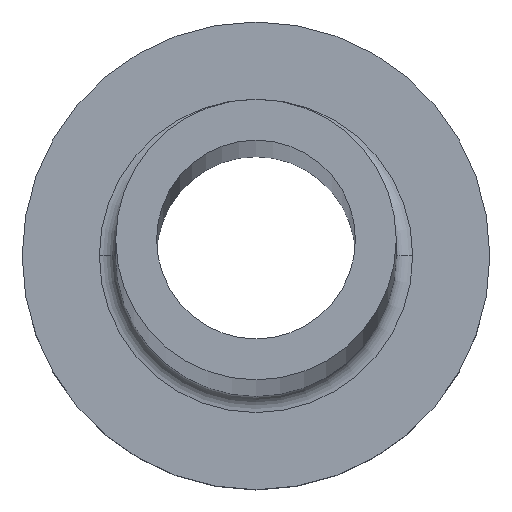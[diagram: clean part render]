
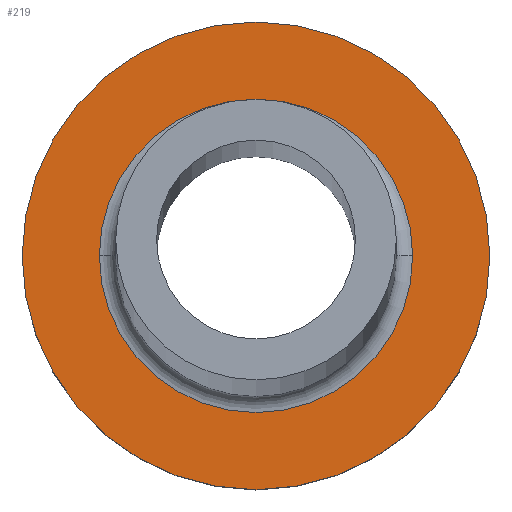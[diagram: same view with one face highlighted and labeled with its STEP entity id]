
A CAD part, top view. The second image highlights one B-rep face of the part: STEP entity #219.
In plain terms, the highlighted planar face has unit normal (0, 0, 1).
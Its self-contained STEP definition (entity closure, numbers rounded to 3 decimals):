
#9 = FACE_OUTER_BOUND ( 'NONE', #40, .T. ) ;
#12 = VERTEX_POINT ( 'NONE', #183 ) ;
#34 = CIRCLE ( 'NONE', #163, 10. ) ;
#38 = PLANE ( 'NONE',  #66 ) ;
#40 = EDGE_LOOP ( 'NONE', ( #109, #344 ) ) ;
#66 = AXIS2_PLACEMENT_3D ( 'NONE', #161, #256, #343 ) ;
#75 = CARTESIAN_POINT ( 'NONE',  ( 0., 0., 7. ) ) ;
#82 = CARTESIAN_POINT ( 'NONE',  ( 6.7, 0., 7. ) ) ;
#93 = CARTESIAN_POINT ( 'NONE',  ( 0., 0., 7. ) ) ;
#94 = EDGE_CURVE ( 'NONE', #341, #379, #34, .T. ) ;
#109 = ORIENTED_EDGE ( 'NONE', *, *, #151, .T. ) ;
#113 = ORIENTED_EDGE ( 'NONE', *, *, #336, .T. ) ;
#146 = CIRCLE ( 'NONE', #198, 10. ) ;
#151 = EDGE_CURVE ( 'NONE', #379, #341, #146, .T. ) ;
#161 = CARTESIAN_POINT ( 'NONE',  ( 0., 0., 7. ) ) ;
#163 = AXIS2_PLACEMENT_3D ( 'NONE', #93, #188, #270 ) ;
#172 = DIRECTION ( 'NONE',  ( 0., 0., -1. ) ) ;
#176 = CARTESIAN_POINT ( 'NONE',  ( -10., 0., 7. ) ) ;
#183 = CARTESIAN_POINT ( 'NONE',  ( -6.7, 0., 7. ) ) ;
#188 = DIRECTION ( 'NONE',  ( 0., 0., 1. ) ) ;
#193 = FACE_BOUND ( 'NONE', #323, .T. ) ;
#195 = CARTESIAN_POINT ( 'NONE',  ( 10., 0., 7. ) ) ;
#197 = CARTESIAN_POINT ( 'NONE',  ( 0., 0., 7. ) ) ;
#198 = AXIS2_PLACEMENT_3D ( 'NONE', #296, #273, #328 ) ;
#200 = CIRCLE ( 'NONE', #354, 6.7 ) ;
#219 = ADVANCED_FACE ( 'NONE', ( #193, #9 ), #38, .T. ) ;
#220 = DIRECTION ( 'NONE',  ( 1., 0., 0. ) ) ;
#225 = DIRECTION ( 'NONE',  ( 1., 0., 0. ) ) ;
#256 = DIRECTION ( 'NONE',  ( 0., 0., 1. ) ) ;
#270 = DIRECTION ( 'NONE',  ( 1., 0., 0. ) ) ;
#273 = DIRECTION ( 'NONE',  ( 0., 0., 1. ) ) ;
#296 = CARTESIAN_POINT ( 'NONE',  ( 0., 0., 7. ) ) ;
#297 = CIRCLE ( 'NONE', #366, 6.7 ) ;
#320 = DIRECTION ( 'NONE',  ( 0., 0., -1. ) ) ;
#321 = EDGE_CURVE ( 'NONE', #12, #357, #297, .T. ) ;
#323 = EDGE_LOOP ( 'NONE', ( #113, #375 ) ) ;
#328 = DIRECTION ( 'NONE',  ( 1., 0., 0. ) ) ;
#336 = EDGE_CURVE ( 'NONE', #357, #12, #200, .T. ) ;
#341 = VERTEX_POINT ( 'NONE', #195 ) ;
#343 = DIRECTION ( 'NONE',  ( 1., 0., 0. ) ) ;
#344 = ORIENTED_EDGE ( 'NONE', *, *, #94, .T. ) ;
#354 = AXIS2_PLACEMENT_3D ( 'NONE', #197, #172, #225 ) ;
#357 = VERTEX_POINT ( 'NONE', #82 ) ;
#366 = AXIS2_PLACEMENT_3D ( 'NONE', #75, #320, #220 ) ;
#375 = ORIENTED_EDGE ( 'NONE', *, *, #321, .T. ) ;
#379 = VERTEX_POINT ( 'NONE', #176 ) ;
